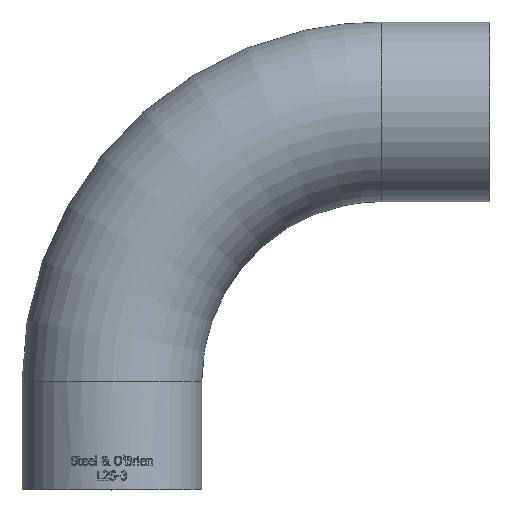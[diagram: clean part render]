
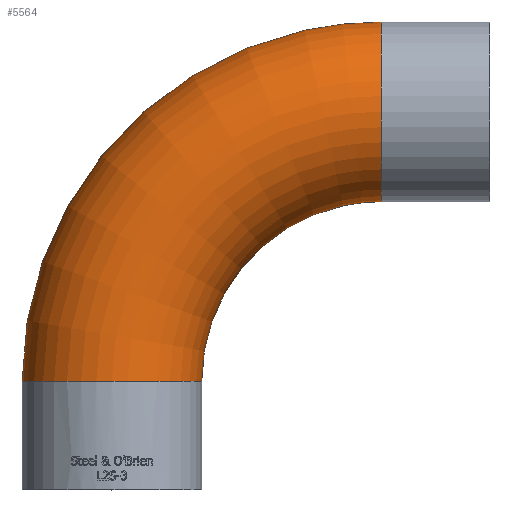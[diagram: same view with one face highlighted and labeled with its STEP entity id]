
A CAD part, top view. The second image highlights one B-rep face of the part: STEP entity #5564.
In plain terms, the highlighted toroidal (fillet/blend) face has major radius 114.3 mm and minor radius 38.1 mm.
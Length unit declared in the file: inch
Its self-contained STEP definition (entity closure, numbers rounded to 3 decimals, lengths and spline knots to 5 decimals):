
#14=TOROIDAL_SURFACE('',#5836,4.5,1.5);
#59=FACE_BOUND('',#982,.T.);
#643=FACE_OUTER_BOUND('',#981,.T.);
#981=EDGE_LOOP('',(#5198));
#982=EDGE_LOOP('',(#5199));
#1837=CIRCLE('',#5821,1.5);
#1843=CIRCLE('',#5835,1.5);
#2721=VERTEX_POINT('',#12563);
#2727=VERTEX_POINT('',#12583);
#3548=EDGE_CURVE('',#2721,#2721,#1837,.T.);
#3554=EDGE_CURVE('',#2727,#2727,#1843,.T.);
#5198=ORIENTED_EDGE('',*,*,#3554,.F.);
#5199=ORIENTED_EDGE('',*,*,#3548,.T.);
#5564=ADVANCED_FACE('',(#643,#59),#14,.T.);
#5821=AXIS2_PLACEMENT_3D('',#12564,#6713,#6714);
#5835=AXIS2_PLACEMENT_3D('',#12584,#6741,#6742);
#5836=AXIS2_PLACEMENT_3D('',#12585,#6743,#6744);
#6713=DIRECTION('center_axis',(0.,1.,0.));
#6714=DIRECTION('ref_axis',(-1.,0.,0.));
#6741=DIRECTION('center_axis',(1.,0.,0.));
#6742=DIRECTION('ref_axis',(0.,1.,0.));
#6743=DIRECTION('center_axis',(0.,0.,-1.));
#6744=DIRECTION('ref_axis',(-1.,0.,0.));
#12563=CARTESIAN_POINT('',(1.5,1.813,0.));
#12564=CARTESIAN_POINT('Origin',(0.,1.813,0.));
#12583=CARTESIAN_POINT('',(4.5,4.813,0.));
#12584=CARTESIAN_POINT('Origin',(4.5,6.313,0.));
#12585=CARTESIAN_POINT('Origin',(4.5,1.813,0.));
